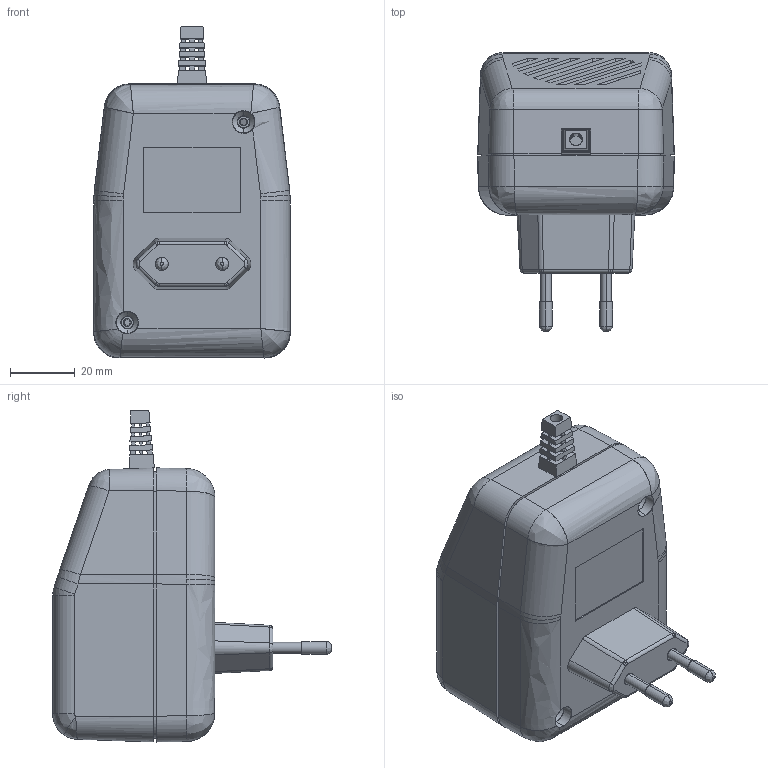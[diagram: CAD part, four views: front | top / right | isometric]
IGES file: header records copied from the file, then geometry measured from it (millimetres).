
Start section: SolidWorks IGES file using analytic representation for surfaces
Global section: file name: Z-35.IGS; native system: SolidWorks 2009; preprocessor: SolidWorks 2009; author: uki; date: 120823.224628; units: millimetre
Bounding box: 60.94 x 86.4 x 102.9 mm (x, y, z)
Surface area: 51829 mm2 (no closed solid volume)
Topology: 0 solids, 0 shells, 550 faces, 6018 edges, 6000 vertices
Faces by surface type: bspline 380, revolution 170
